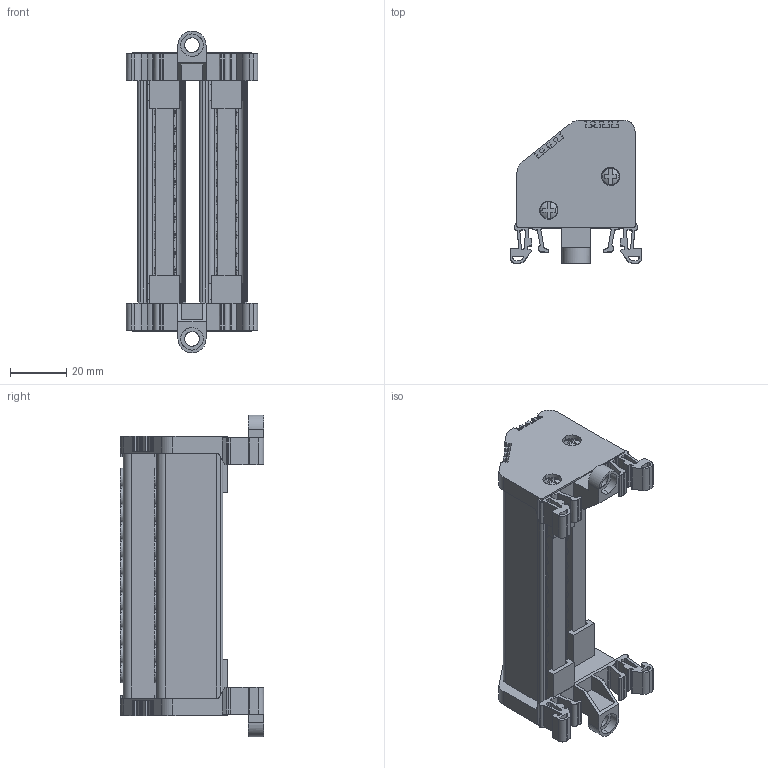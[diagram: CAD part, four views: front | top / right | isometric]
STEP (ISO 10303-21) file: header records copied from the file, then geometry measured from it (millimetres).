
FILE_DESCRIPTION (( 'STEP AP203' ), '1' );
FILE_NAME ('6,5x9 Ýki Kutuplu Daðýtýcý Ünite - 12 Delikli.STEP', '2019-01-08T11:12:59', ( '' ), ( '' ), 'SwSTEP 2.0', 'SolidWorks 2011', '' );
FILE_SCHEMA (( 'CONFIG_CONTROL_DESIGN' ));
Products named in the file (1): 6,5x9 Ýki Kutuplu Daðýtýcý Ünite - 12 Delikli
Bounding box: 46.6 x 50.84 x 114.15 mm (x, y, z)
Volume: 46015.4 mm3; surface area: 47413.8 mm2
Topology: 1 solids, 7 shells, 2117 faces, 6264 edges, 4255 vertices
Faces by surface type: plane 1030, cylinder 676, cone 345, torus 58, bspline 8
Entity records: 92881 total; most frequent: CARTESIAN_POINT 41811, ORIENTED_EDGE 12528, DIRECTION 7585, EDGE_CURVE 6264, VERTEX_POINT 4255, B_SPLINE_CURVE_WITH_KNOTS 3081, LINE 3001, VECTOR 3001
